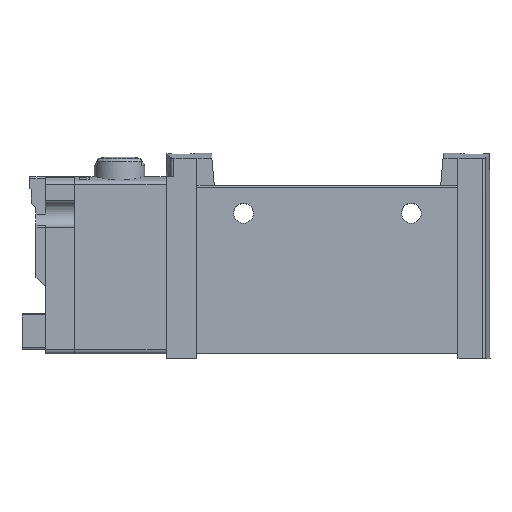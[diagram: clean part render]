
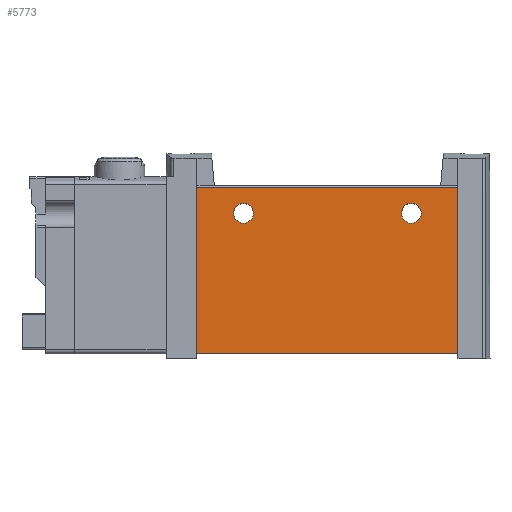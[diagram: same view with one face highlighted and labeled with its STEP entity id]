
A CAD part, top view. The second image highlights one B-rep face of the part: STEP entity #5773.
In plain terms, the highlighted planar face has unit normal (0, 0, 1).
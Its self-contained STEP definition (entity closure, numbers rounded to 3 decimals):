
#63=PLANE('',#6199);
#342=CIRCLE('',#6200,1.6);
#343=CIRCLE('',#6201,1.6);
#549=LINE('',#8754,#1179);
#560=LINE('',#8782,#1190);
#563=LINE('',#8790,#1193);
#566=LINE('',#8798,#1196);
#1179=VECTOR('',#6896,1000.);
#1190=VECTOR('',#6921,1000.);
#1193=VECTOR('',#6928,1000.);
#1196=VECTOR('',#6937,1000.);
#1973=ORIENTED_EDGE('',*,*,#3650,.F.);
#1974=ORIENTED_EDGE('',*,*,#3651,.F.);
#1975=ORIENTED_EDGE('',*,*,#3628,.T.);
#1976=ORIENTED_EDGE('',*,*,#3652,.F.);
#1977=ORIENTED_EDGE('',*,*,#3643,.F.);
#1978=ORIENTED_EDGE('',*,*,#3647,.T.);
#3628=EDGE_CURVE('',#4466,#4465,#549,.T.);
#3643=EDGE_CURVE('',#4475,#4476,#560,.T.);
#3647=EDGE_CURVE('',#4475,#4466,#563,.T.);
#3650=EDGE_CURVE('',#4479,#4479,#342,.F.);
#3651=EDGE_CURVE('',#4480,#4480,#343,.F.);
#3652=EDGE_CURVE('',#4476,#4465,#566,.T.);
#4465=VERTEX_POINT('',#8753);
#4466=VERTEX_POINT('',#8755);
#4475=VERTEX_POINT('',#8781);
#4476=VERTEX_POINT('',#8783);
#4479=VERTEX_POINT('',#8795);
#4480=VERTEX_POINT('',#8797);
#4950=EDGE_LOOP('',(#1973));
#4951=EDGE_LOOP('',(#1974));
#4952=EDGE_LOOP('',(#1975,#1976,#1977,#1978));
#5333=FACE_BOUND('',#4950,.T.);
#5334=FACE_BOUND('',#4951,.T.);
#5335=FACE_BOUND('',#4952,.T.);
#5773=ADVANCED_FACE('',(#5333,#5334,#5335),#63,.F.);
#6199=AXIS2_PLACEMENT_3D('',#8793,#6931,#6932);
#6200=AXIS2_PLACEMENT_3D('',#8794,#6933,#6934);
#6201=AXIS2_PLACEMENT_3D('',#8796,#6935,#6936);
#6896=DIRECTION('',(0.,-1.,0.));
#6921=DIRECTION('',(0.,-1.,0.));
#6928=DIRECTION('',(-1.,0.,0.));
#6931=DIRECTION('',(0.,0.,-1.));
#6932=DIRECTION('',(-1.,0.,0.));
#6933=DIRECTION('',(0.,0.,-1.));
#6934=DIRECTION('',(-1.,0.,0.));
#6935=DIRECTION('',(0.,0.,-1.));
#6936=DIRECTION('',(-1.,0.,0.));
#6937=DIRECTION('',(-1.,0.,0.));
#8753=CARTESIAN_POINT('',(-21.,0.,5.1));
#8754=CARTESIAN_POINT('',(-21.,26.7,5.1));
#8755=CARTESIAN_POINT('',(-21.,26.7,5.1));
#8781=CARTESIAN_POINT('',(21.,26.7,5.1));
#8782=CARTESIAN_POINT('',(21.,26.7,5.1));
#8783=CARTESIAN_POINT('',(21.,0.,5.1));
#8790=CARTESIAN_POINT('',(21.,26.7,5.1));
#8793=CARTESIAN_POINT('',(21.,26.7,5.1));
#8794=CARTESIAN_POINT('',(-13.5,22.6,5.1));
#8795=CARTESIAN_POINT('',(-15.1,22.6,5.1));
#8796=CARTESIAN_POINT('',(13.5,22.6,5.1));
#8797=CARTESIAN_POINT('',(11.9,22.6,5.1));
#8798=CARTESIAN_POINT('',(21.,0.,5.1));
